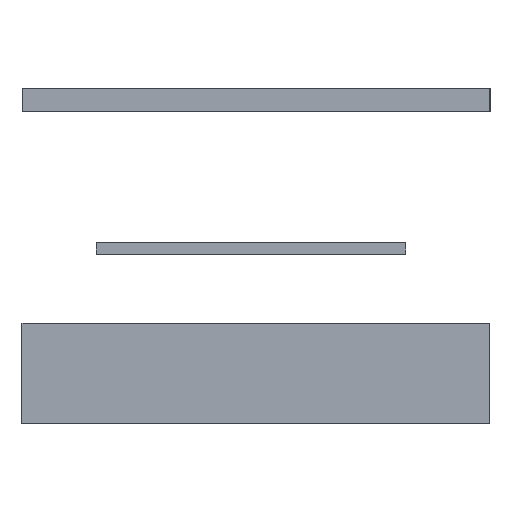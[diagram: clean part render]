
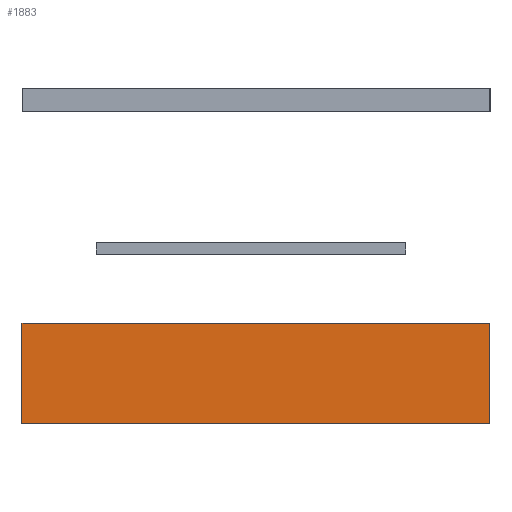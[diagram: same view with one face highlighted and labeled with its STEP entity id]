
A CAD part, left-side view. The second image highlights one B-rep face of the part: STEP entity #1883.
In plain terms, the highlighted planar face has unit normal (-1, 0, 0).
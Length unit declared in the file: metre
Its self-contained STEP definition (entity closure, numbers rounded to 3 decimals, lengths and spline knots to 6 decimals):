
#218=ORIENTED_EDGE('',*,*,#698,.T.);
#219=ORIENTED_EDGE('',*,*,#699,.F.);
#220=ORIENTED_EDGE('',*,*,#700,.F.);
#221=ORIENTED_EDGE('',*,*,#683,.T.);
#683=EDGE_CURVE('',#924,#923,#1111,.T.);
#698=EDGE_CURVE('',#923,#938,#1126,.T.);
#699=EDGE_CURVE('',#939,#938,#1127,.T.);
#700=EDGE_CURVE('',#924,#939,#1128,.T.);
#923=VERTEX_POINT('',#2827);
#924=VERTEX_POINT('',#2829);
#938=VERTEX_POINT('',#2860);
#939=VERTEX_POINT('',#2862);
#1111=LINE('',#2828,#1235);
#1126=LINE('',#2859,#1250);
#1127=LINE('',#2861,#1251);
#1128=LINE('',#2863,#1252);
#1235=VECTOR('',#2254,1.);
#1250=VECTOR('',#2273,1.);
#1251=VECTOR('',#2274,1.);
#1252=VECTOR('',#2275,1.);
#1362=EDGE_LOOP('',(#218,#219,#220,#221));
#1600=FACE_BOUND('',#1362,.T.);
#1836=PLANE('',#2027);
#1883=ADVANCED_FACE('',(#1600),#1836,.F.);
#2027=AXIS2_PLACEMENT_3D('',#2858,#2271,#2272);
#2254=DIRECTION('',(0.,0.,-1.));
#2271=DIRECTION('',(1.,0.,0.));
#2272=DIRECTION('',(0.,0.,-1.));
#2273=DIRECTION('',(0.,-1.,0.));
#2274=DIRECTION('',(0.,0.,-1.));
#2275=DIRECTION('',(0.,-1.,0.));
#2827=CARTESIAN_POINT('',(-0.0397,0.0302,0.));
#2828=CARTESIAN_POINT('',(-0.0397,0.0302,0.003));
#2829=CARTESIAN_POINT('',(-0.0397,0.0302,0.013));
#2858=CARTESIAN_POINT('',(-0.0397,0.,0.003));
#2859=CARTESIAN_POINT('',(-0.0397,0.,0.));
#2860=CARTESIAN_POINT('',(-0.0397,-0.0302,0.));
#2861=CARTESIAN_POINT('',(-0.0397,-0.0302,0.003));
#2862=CARTESIAN_POINT('',(-0.0397,-0.0302,0.013));
#2863=CARTESIAN_POINT('',(-0.0397,0.,0.013));
